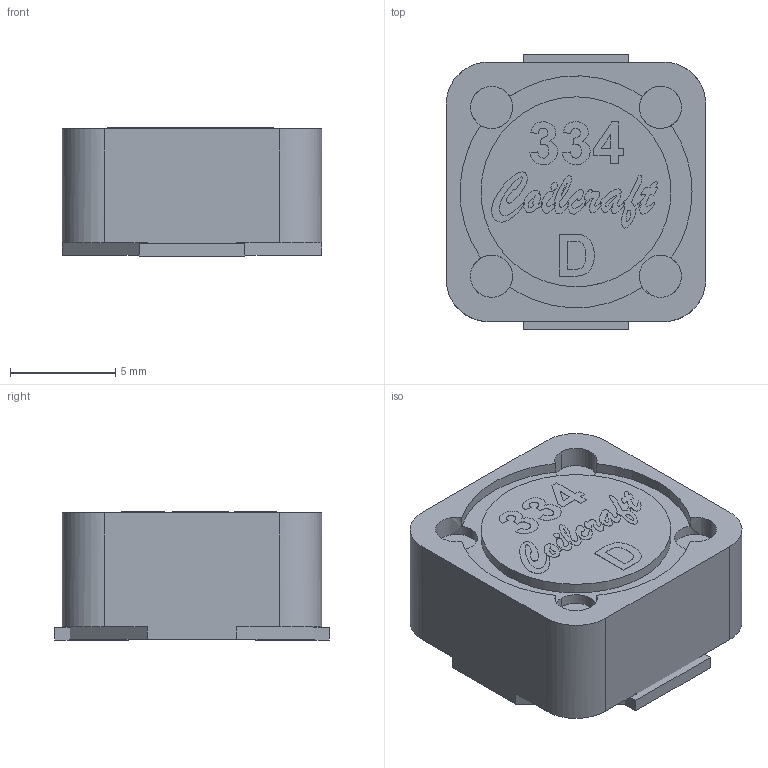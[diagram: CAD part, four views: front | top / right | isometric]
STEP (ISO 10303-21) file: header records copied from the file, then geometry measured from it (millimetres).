
FILE_DESCRIPTION(/* description */ (''),/* implementation_level */ '2;1');
FILE_NAME(/* name */ 'MSS126~1',/* time_stamp */ '2020-12-03T11:14:26+01:00',/* author */ (''),/* organization */ (''),/* preprocessor_version */ 'ST-DEVELOPER v15',/* originating_system */ '',/* authorisation */ '');
FILE_SCHEMA (('AUTOMOTIVE_DESIGN'));
Length unit declared in the file: millimetre
Products named in the file (1): Document
Bounding box: 12.3 x 13 x 6.07 mm (x, y, z)
Volume: 866.1 mm3; surface area: 739.2 mm2
Topology: 18 solids, 18 shells, 207 faces, 527 edges, 358 vertices
Faces by surface type: bspline 131, plane 76
Entity records: 9222 total; most frequent: CARTESIAN_POINT 5593, ORIENTED_EDGE 1014, EDGE_CURVE 507, B_SPLINE_CURVE_WITH_KNOTS 462, VERTEX_POINT 338, EDGE_LOOP 221, ADVANCED_FACE 207, FACE_OUTER_BOUND 207
